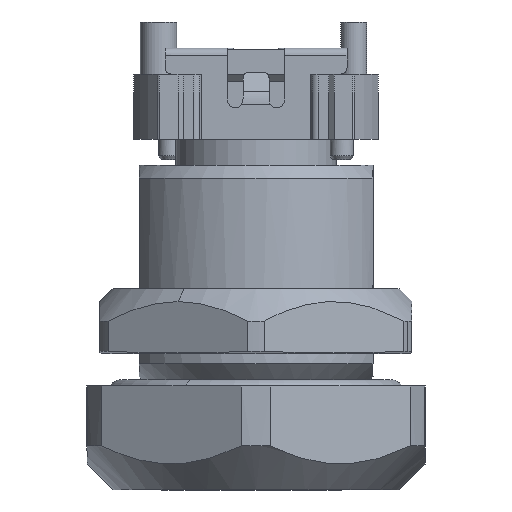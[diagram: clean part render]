
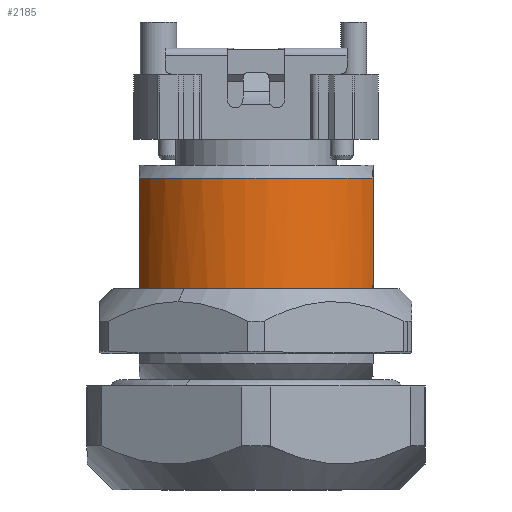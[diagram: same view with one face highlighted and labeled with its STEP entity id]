
A CAD part, front view. The second image highlights one B-rep face of the part: STEP entity #2185.
In plain terms, the highlighted cylindrical face has radius 5 mm (diameter 10 mm), a partial arc.
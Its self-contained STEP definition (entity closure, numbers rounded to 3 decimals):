
#2127=AXIS2_PLACEMENT_3D('Circle Axis2P3D',#2125,#2126,$) ;
#2172=AXIS2_PLACEMENT_3D('Cylinder Axis2P3D',#2169,#2170,#2171) ;
#2015=CARTESIAN_POINT('Vertex',(11.,5.021,7.75)) ;
#2021=CARTESIAN_POINT('Control Point',(2.,5.021,7.75)) ;
#2022=CARTESIAN_POINT('Control Point',(2.239,4.528,7.75)) ;
#2023=CARTESIAN_POINT('Control Point',(2.545,4.067,7.75)) ;
#2024=CARTESIAN_POINT('Control Point',(2.913,3.652,7.75)) ;
#2025=CARTESIAN_POINT('Control Point',(3.753,2.933,7.75)) ;
#2026=CARTESIAN_POINT('Control Point',(4.755,2.466,7.75)) ;
#2027=CARTESIAN_POINT('Control Point',(5.285,2.303,7.75)) ;
#2028=CARTESIAN_POINT('Control Point',(6.377,2.127,7.75)) ;
#2029=CARTESIAN_POINT('Control Point',(7.475,2.25,7.75)) ;
#2030=CARTESIAN_POINT('Control Point',(8.013,2.387,7.75)) ;
#2031=CARTESIAN_POINT('Control Point',(9.037,2.804,7.75)) ;
#2032=CARTESIAN_POINT('Control Point',(9.91,3.482,7.75)) ;
#2033=CARTESIAN_POINT('Control Point',(10.298,3.879,7.75)) ;
#2034=CARTESIAN_POINT('Control Point',(10.655,4.363,7.75)) ;
#2035=CARTESIAN_POINT('Control Point',(10.935,4.89,7.75)) ;
#2036=CARTESIAN_POINT('Control Point',(10.957,4.933,7.75)) ;
#2037=CARTESIAN_POINT('Control Point',(10.979,4.977,7.75)) ;
#2038=CARTESIAN_POINT('Control Point',(11.,5.021,7.75)) ;
#2039=CARTESIAN_POINT('Vertex',(2.,5.021,7.75)) ;
#2122=CARTESIAN_POINT('Vertex',(2.,5.021,12.)) ;
#2125=CARTESIAN_POINT('Axis2P3D Location',(6.5,7.2,12.)) ;
#2129=CARTESIAN_POINT('Vertex',(11.,5.021,12.)) ;
#2156=CARTESIAN_POINT('Line Origine',(11.,5.021,9.875)) ;
#2169=CARTESIAN_POINT('Axis2P3D Location',(6.5,7.2,8.675)) ;
#2174=CARTESIAN_POINT('Line Origine',(2.,5.021,8.675)) ;
#2126=DIRECTION('Axis2P3D Direction',(0.,0.,-1.)) ;
#2157=DIRECTION('Vector Direction',(0.,0.,1.)) ;
#2170=DIRECTION('Axis2P3D Direction',(0.,0.,-1.)) ;
#2171=DIRECTION('Axis2P3D XDirection',(1.,0.,0.)) ;
#2175=DIRECTION('Vector Direction',(0.,0.,-1.)) ;
#2158=VECTOR('Line Direction',#2157,1.) ;
#2176=VECTOR('Line Direction',#2175,1.) ;
#2180=ORIENTED_EDGE('',*,*,#2041,.T.) ;
#2181=ORIENTED_EDGE('',*,*,#2160,.T.) ;
#2182=ORIENTED_EDGE('',*,*,#2131,.F.) ;
#2183=ORIENTED_EDGE('',*,*,#2178,.T.) ;
#2185=ADVANCED_FACE('V1',(#2184),#2173,.T.) ;
#2020=B_SPLINE_CURVE_WITH_KNOTS('',5,(#2021,#2022,#2023,#2024,#2025,#2026,#2027,#2028,#2029,#2030,#2031,#2032,#2033,#2034,#2035,#2036,#2037,#2038),.UNSPECIFIED.,.F.,.U.,(6,3,3,3,3,6),(0.,3.873,7.746,11.619,15.492,15.836),.UNSPECIFIED.) ;
#2128=CIRCLE('generated circle',#2127,5.) ;
#2173=CYLINDRICAL_SURFACE('generated cylinder',#2172,5.) ;
#2041=EDGE_CURVE('',#2040,#2016,#2020,.T.) ;
#2131=EDGE_CURVE('',#2123,#2130,#2128,.F.) ;
#2160=EDGE_CURVE('',#2016,#2130,#2159,.T.) ;
#2178=EDGE_CURVE('',#2123,#2040,#2177,.T.) ;
#2179=EDGE_LOOP('',(#2180,#2181,#2182,#2183)) ;
#2184=FACE_OUTER_BOUND('',#2179,.T.) ;
#2159=LINE('Line',#2156,#2158) ;
#2177=LINE('Line',#2174,#2176) ;
#2016=VERTEX_POINT('',#2015) ;
#2040=VERTEX_POINT('',#2039) ;
#2123=VERTEX_POINT('',#2122) ;
#2130=VERTEX_POINT('',#2129) ;
